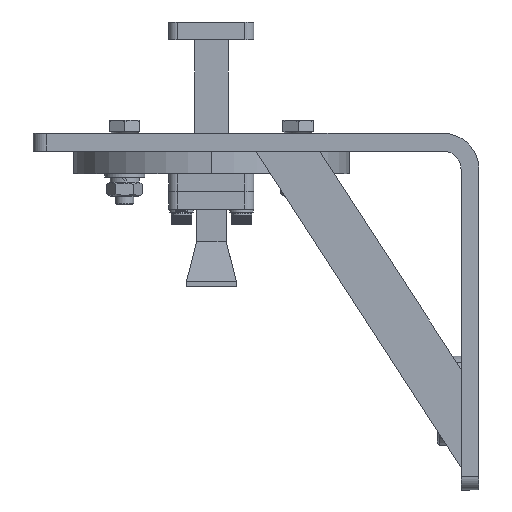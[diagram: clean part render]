
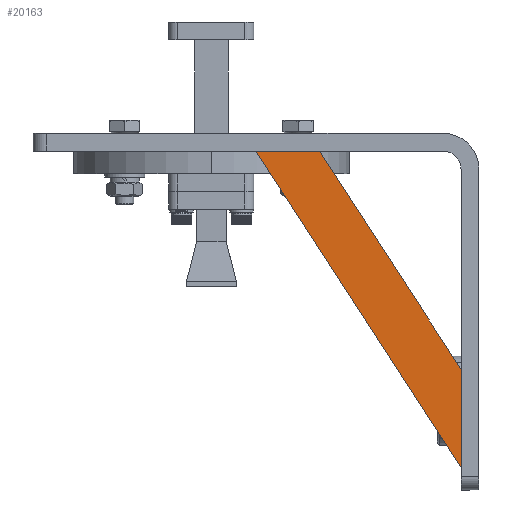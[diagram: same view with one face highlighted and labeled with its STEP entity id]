
A CAD part, left-side view. The second image highlights one B-rep face of the part: STEP entity #20163.
In plain terms, the highlighted planar face has unit normal (-1, 0, 0).
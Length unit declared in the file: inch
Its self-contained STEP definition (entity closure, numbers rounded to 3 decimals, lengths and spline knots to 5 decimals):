
#1489 = CARTESIAN_POINT ( 'NONE',  ( 0., 0., 0. ) ) ;
#2238 = CARTESIAN_POINT ( 'NONE',  ( 0., 0., 0. ) ) ;
#2494 = LINE ( 'NONE', #4410, #9707 ) ;
#4410 = CARTESIAN_POINT ( 'NONE',  ( 0., 0., -2.79371 ) ) ;
#4793 = DIRECTION ( 'NONE',  ( 0., 0., -1. ) ) ;
#5294 = CARTESIAN_POINT ( 'NONE',  ( 0., 0., 0. ) ) ;
#5820 = EDGE_CURVE ( 'NONE', #29092, #21762, #9997, .T. ) ;
#6421 = VECTOR ( 'NONE', #15531, 39.37008 ) ;
#6786 = DIRECTION ( 'NONE',  ( 0., 0., -1. ) ) ;
#7526 = DIRECTION ( 'NONE',  ( 1., 0., 0. ) ) ;
#8280 = CARTESIAN_POINT ( 'NONE',  ( 0., 1.81106, 0. ) ) ;
#9707 = VECTOR ( 'NONE', #30931, 39.37008 ) ;
#9997 = LINE ( 'NONE', #27696, #17226 ) ;
#10177 = ORIENTED_EDGE ( 'NONE', *, *, #23200, .F. ) ;
#11340 = EDGE_CURVE ( 'NONE', #21762, #18394, #16638, .T. ) ;
#13091 = AXIS2_PLACEMENT_3D ( 'NONE', #5294, #7526, #6786 ) ;
#14579 = CARTESIAN_POINT ( 'NONE',  ( 0., 0., -2.79371 ) ) ;
#14718 = FACE_OUTER_BOUND ( 'NONE', #28870, .T. ) ;
#14865 = PLANE ( 'NONE',  #13091 ) ;
#15185 = EDGE_CURVE ( 'NONE', #18394, #24003, #2494, .T. ) ;
#15531 = DIRECTION ( 'NONE',  ( 0., -1., 0. ) ) ;
#16638 = LINE ( 'NONE', #2238, #22927 ) ;
#16773 = ORIENTED_EDGE ( 'NONE', *, *, #5820, .F. ) ;
#17226 = VECTOR ( 'NONE', #22162, 39.37008 ) ;
#18394 = VERTEX_POINT ( 'NONE', #14579 ) ;
#20163 = ADVANCED_FACE ( 'NONE', ( #14718 ), #14865, .F. ) ;
#21762 = VERTEX_POINT ( 'NONE', #22577 ) ;
#21858 = ORIENTED_EDGE ( 'NONE', *, *, #15185, .F. ) ;
#22014 = ORIENTED_EDGE ( 'NONE', *, *, #11340, .F. ) ;
#22162 = DIRECTION ( 'NONE',  ( 0., -0.544, -0.839 ) ) ;
#22577 = CARTESIAN_POINT ( 'NONE',  ( 0., 0., -1.9252 ) ) ;
#22927 = VECTOR ( 'NONE', #4793, 39.37008 ) ;
#23200 = EDGE_CURVE ( 'NONE', #24003, #29092, #27688, .T. ) ;
#24003 = VERTEX_POINT ( 'NONE', #8280 ) ;
#27688 = LINE ( 'NONE', #1489, #6421 ) ;
#27696 = CARTESIAN_POINT ( 'NONE',  ( 0., 1.24803, 0. ) ) ;
#28870 = EDGE_LOOP ( 'NONE', ( #21858, #22014, #16773, #10177 ) ) ;
#29092 = VERTEX_POINT ( 'NONE', #30871 ) ;
#30871 = CARTESIAN_POINT ( 'NONE',  ( 0., 1.24803, 0. ) ) ;
#30931 = DIRECTION ( 'NONE',  ( 0., 0.544, 0.839 ) ) ;
